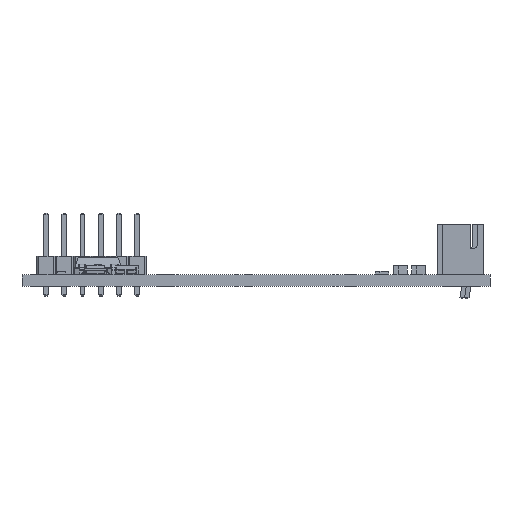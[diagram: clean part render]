
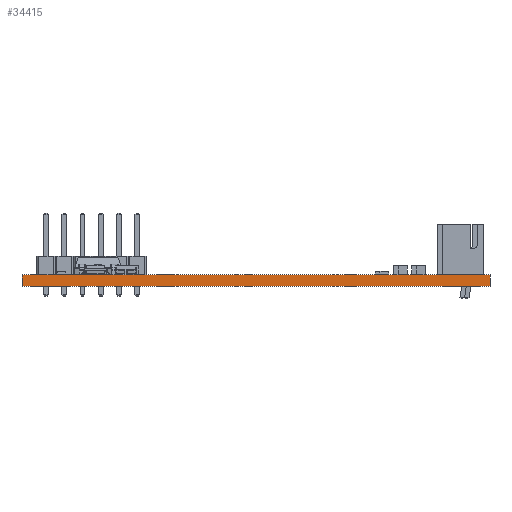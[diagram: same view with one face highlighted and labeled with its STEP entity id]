
A CAD part, front view. The second image highlights one B-rep face of the part: STEP entity #34415.
In plain terms, the highlighted planar face has unit normal (0, -1, 0).
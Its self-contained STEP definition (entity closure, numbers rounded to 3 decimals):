
#34415 = ADVANCED_FACE('',(#34416),#34430,.T.);
#34416 = FACE_BOUND('',#34417,.T.);
#34417 = EDGE_LOOP('',(#34418,#34453,#34481,#34509));
#34418 = ORIENTED_EDGE('',*,*,#34419,.T.);
#34419 = EDGE_CURVE('',#34420,#34422,#34424,.T.);
#34420 = VERTEX_POINT('',#34421);
#34421 = CARTESIAN_POINT('',(212.8,-143.68,0.));
#34422 = VERTEX_POINT('',#34423);
#34423 = CARTESIAN_POINT('',(212.8,-143.68,1.6));
#34424 = SURFACE_CURVE('',#34425,(#34429,#34441),.PCURVE_S1.);
#34425 = LINE('',#34426,#34427);
#34426 = CARTESIAN_POINT('',(212.8,-143.68,0.));
#34427 = VECTOR('',#34428,1.);
#34428 = DIRECTION('',(0.,0.,1.));
#34429 = PCURVE('',#34430,#34435);
#34430 = PLANE('',#34431);
#34431 = AXIS2_PLACEMENT_3D('',#34432,#34433,#34434);
#34432 = CARTESIAN_POINT('',(212.8,-143.68,0.));
#34433 = DIRECTION('',(0.,-1.,0.));
#34434 = DIRECTION('',(-1.,0.,0.));
#34435 = DEFINITIONAL_REPRESENTATION('',(#34436),#34440);
#34436 = LINE('',#34437,#34438);
#34437 = CARTESIAN_POINT('',(0.,-0.));
#34438 = VECTOR('',#34439,1.);
#34439 = DIRECTION('',(0.,-1.));
#34440 = ( GEOMETRIC_REPRESENTATION_CONTEXT(2) 
PARAMETRIC_REPRESENTATION_CONTEXT() REPRESENTATION_CONTEXT('2D SPACE',''
  ) );
#34441 = PCURVE('',#34442,#34447);
#34442 = PLANE('',#34443);
#34443 = AXIS2_PLACEMENT_3D('',#34444,#34445,#34446);
#34444 = CARTESIAN_POINT('',(212.8,-78.68,0.));
#34445 = DIRECTION('',(1.,0.,-0.));
#34446 = DIRECTION('',(0.,-1.,0.));
#34447 = DEFINITIONAL_REPRESENTATION('',(#34448),#34452);
#34448 = LINE('',#34449,#34450);
#34449 = CARTESIAN_POINT('',(65.,0.));
#34450 = VECTOR('',#34451,1.);
#34451 = DIRECTION('',(0.,-1.));
#34452 = ( GEOMETRIC_REPRESENTATION_CONTEXT(2) 
PARAMETRIC_REPRESENTATION_CONTEXT() REPRESENTATION_CONTEXT('2D SPACE',''
  ) );
#34453 = ORIENTED_EDGE('',*,*,#34454,.T.);
#34454 = EDGE_CURVE('',#34422,#34455,#34457,.T.);
#34455 = VERTEX_POINT('',#34456);
#34456 = CARTESIAN_POINT('',(147.8,-143.68,1.6));
#34457 = SURFACE_CURVE('',#34458,(#34462,#34469),.PCURVE_S1.);
#34458 = LINE('',#34459,#34460);
#34459 = CARTESIAN_POINT('',(212.8,-143.68,1.6));
#34460 = VECTOR('',#34461,1.);
#34461 = DIRECTION('',(-1.,0.,0.));
#34462 = PCURVE('',#34430,#34463);
#34463 = DEFINITIONAL_REPRESENTATION('',(#34464),#34468);
#34464 = LINE('',#34465,#34466);
#34465 = CARTESIAN_POINT('',(0.,-1.6));
#34466 = VECTOR('',#34467,1.);
#34467 = DIRECTION('',(1.,0.));
#34468 = ( GEOMETRIC_REPRESENTATION_CONTEXT(2) 
PARAMETRIC_REPRESENTATION_CONTEXT() REPRESENTATION_CONTEXT('2D SPACE',''
  ) );
#34469 = PCURVE('',#34470,#34475);
#34470 = PLANE('',#34471);
#34471 = AXIS2_PLACEMENT_3D('',#34472,#34473,#34474);
#34472 = CARTESIAN_POINT('',(180.3,-111.18,1.6));
#34473 = DIRECTION('',(-0.,-0.,-1.));
#34474 = DIRECTION('',(-1.,0.,0.));
#34475 = DEFINITIONAL_REPRESENTATION('',(#34476),#34480);
#34476 = LINE('',#34477,#34478);
#34477 = CARTESIAN_POINT('',(-32.5,-32.5));
#34478 = VECTOR('',#34479,1.);
#34479 = DIRECTION('',(1.,0.));
#34480 = ( GEOMETRIC_REPRESENTATION_CONTEXT(2) 
PARAMETRIC_REPRESENTATION_CONTEXT() REPRESENTATION_CONTEXT('2D SPACE',''
  ) );
#34481 = ORIENTED_EDGE('',*,*,#34482,.F.);
#34482 = EDGE_CURVE('',#34483,#34455,#34485,.T.);
#34483 = VERTEX_POINT('',#34484);
#34484 = CARTESIAN_POINT('',(147.8,-143.68,0.));
#34485 = SURFACE_CURVE('',#34486,(#34490,#34497),.PCURVE_S1.);
#34486 = LINE('',#34487,#34488);
#34487 = CARTESIAN_POINT('',(147.8,-143.68,0.));
#34488 = VECTOR('',#34489,1.);
#34489 = DIRECTION('',(0.,0.,1.));
#34490 = PCURVE('',#34430,#34491);
#34491 = DEFINITIONAL_REPRESENTATION('',(#34492),#34496);
#34492 = LINE('',#34493,#34494);
#34493 = CARTESIAN_POINT('',(65.,0.));
#34494 = VECTOR('',#34495,1.);
#34495 = DIRECTION('',(0.,-1.));
#34496 = ( GEOMETRIC_REPRESENTATION_CONTEXT(2) 
PARAMETRIC_REPRESENTATION_CONTEXT() REPRESENTATION_CONTEXT('2D SPACE',''
  ) );
#34497 = PCURVE('',#34498,#34503);
#34498 = PLANE('',#34499);
#34499 = AXIS2_PLACEMENT_3D('',#34500,#34501,#34502);
#34500 = CARTESIAN_POINT('',(147.8,-143.68,0.));
#34501 = DIRECTION('',(-1.,0.,0.));
#34502 = DIRECTION('',(0.,1.,0.));
#34503 = DEFINITIONAL_REPRESENTATION('',(#34504),#34508);
#34504 = LINE('',#34505,#34506);
#34505 = CARTESIAN_POINT('',(0.,0.));
#34506 = VECTOR('',#34507,1.);
#34507 = DIRECTION('',(0.,-1.));
#34508 = ( GEOMETRIC_REPRESENTATION_CONTEXT(2) 
PARAMETRIC_REPRESENTATION_CONTEXT() REPRESENTATION_CONTEXT('2D SPACE',''
  ) );
#34509 = ORIENTED_EDGE('',*,*,#34510,.F.);
#34510 = EDGE_CURVE('',#34420,#34483,#34511,.T.);
#34511 = SURFACE_CURVE('',#34512,(#34516,#34523),.PCURVE_S1.);
#34512 = LINE('',#34513,#34514);
#34513 = CARTESIAN_POINT('',(212.8,-143.68,0.));
#34514 = VECTOR('',#34515,1.);
#34515 = DIRECTION('',(-1.,0.,0.));
#34516 = PCURVE('',#34430,#34517);
#34517 = DEFINITIONAL_REPRESENTATION('',(#34518),#34522);
#34518 = LINE('',#34519,#34520);
#34519 = CARTESIAN_POINT('',(0.,-0.));
#34520 = VECTOR('',#34521,1.);
#34521 = DIRECTION('',(1.,0.));
#34522 = ( GEOMETRIC_REPRESENTATION_CONTEXT(2) 
PARAMETRIC_REPRESENTATION_CONTEXT() REPRESENTATION_CONTEXT('2D SPACE',''
  ) );
#34523 = PCURVE('',#34524,#34529);
#34524 = PLANE('',#34525);
#34525 = AXIS2_PLACEMENT_3D('',#34526,#34527,#34528);
#34526 = CARTESIAN_POINT('',(180.3,-111.18,0.));
#34527 = DIRECTION('',(-0.,-0.,-1.));
#34528 = DIRECTION('',(-1.,0.,0.));
#34529 = DEFINITIONAL_REPRESENTATION('',(#34530),#34534);
#34530 = LINE('',#34531,#34532);
#34531 = CARTESIAN_POINT('',(-32.5,-32.5));
#34532 = VECTOR('',#34533,1.);
#34533 = DIRECTION('',(1.,0.));
#34534 = ( GEOMETRIC_REPRESENTATION_CONTEXT(2) 
PARAMETRIC_REPRESENTATION_CONTEXT() REPRESENTATION_CONTEXT('2D SPACE',''
  ) );
